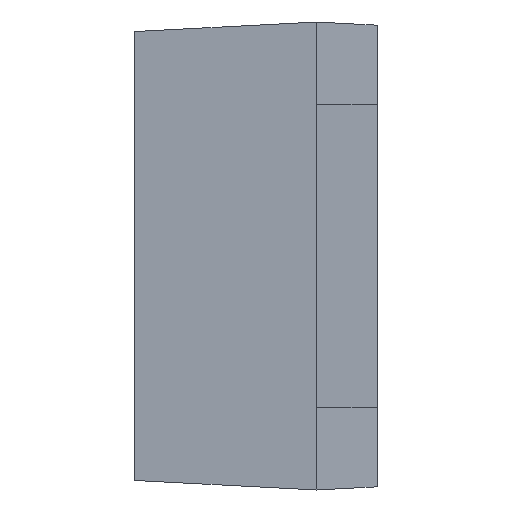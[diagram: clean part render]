
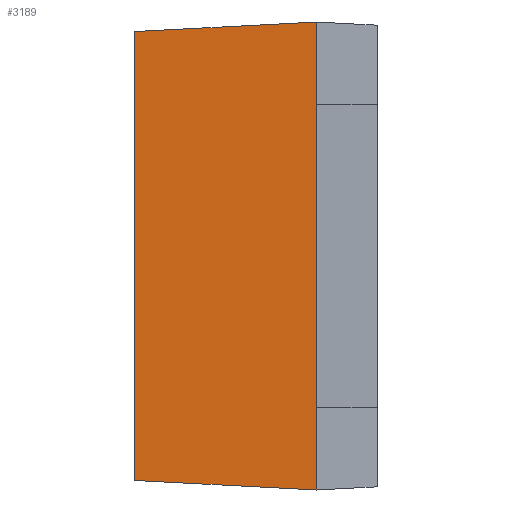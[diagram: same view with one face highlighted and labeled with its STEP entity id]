
A CAD part, left-side view. The second image highlights one B-rep face of the part: STEP entity #3189.
In plain terms, the highlighted planar face has unit normal (-0.999, 0.052, 0).
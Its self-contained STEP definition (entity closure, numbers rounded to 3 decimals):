
#44 = EDGE_CURVE ( 'NONE', #3622, #4253, #6817, .T. ) ;
#125 = CARTESIAN_POINT ( 'NONE',  ( -1.461, 1., -0.926 ) ) ;
#315 = EDGE_LOOP ( 'NONE', ( #6506, #1745, #3652, #8189, #1818, #8305 ) ) ;
#532 = EDGE_CURVE ( 'NONE', #4006, #1826, #6864, .T. ) ;
#631 = FACE_OUTER_BOUND ( 'NONE', #315, .T. ) ;
#668 = CARTESIAN_POINT ( 'NONE',  ( -1.5, 0.25, 0.965 ) ) ;
#1390 = CARTESIAN_POINT ( 'NONE',  ( -1.461, 1., 0.965 ) ) ;
#1441 = EDGE_CURVE ( 'NONE', #4253, #4076, #7483, .T. ) ;
#1745 = ORIENTED_EDGE ( 'NONE', *, *, #4854, .T. ) ;
#1762 = VECTOR ( 'NONE', #6173, 1000. ) ;
#1818 = ORIENTED_EDGE ( 'NONE', *, *, #5185, .F. ) ;
#1826 = VERTEX_POINT ( 'NONE', #7957 ) ;
#1872 = LINE ( 'NONE', #1390, #2167 ) ;
#2115 = VECTOR ( 'NONE', #3981, 1000. ) ;
#2167 = VECTOR ( 'NONE', #6082, 1000. ) ;
#2369 = CARTESIAN_POINT ( 'NONE',  ( -1.461, 1., 0.926 ) ) ;
#2641 = CARTESIAN_POINT ( 'NONE',  ( -1.5, 0.25, -0.965 ) ) ;
#2868 = DIRECTION ( 'NONE',  ( -0.052, -0.999, 0. ) ) ;
#2898 = VERTEX_POINT ( 'NONE', #8531 ) ;
#3189 = ADVANCED_FACE ( 'NONE', ( #631 ), #4214, .T. ) ;
#3608 = DIRECTION ( 'NONE',  ( -0.052, -0.997, 0.052 ) ) ;
#3622 = VERTEX_POINT ( 'NONE', #125 ) ;
#3637 = VECTOR ( 'NONE', #6006, 1000. ) ;
#3652 = ORIENTED_EDGE ( 'NONE', *, *, #7072, .T. ) ;
#3981 = DIRECTION ( 'NONE',  ( 0., 0., 1. ) ) ;
#4006 = VERTEX_POINT ( 'NONE', #2369 ) ;
#4076 = VERTEX_POINT ( 'NONE', #6356 ) ;
#4084 = VECTOR ( 'NONE', #3608, 1000. ) ;
#4189 = CARTESIAN_POINT ( 'NONE',  ( -1.5, 0.25, 0.965 ) ) ;
#4214 = PLANE ( 'NONE',  #7552 ) ;
#4253 = VERTEX_POINT ( 'NONE', #2641 ) ;
#4854 = EDGE_CURVE ( 'NONE', #4076, #2898, #5283, .T. ) ;
#5185 = EDGE_CURVE ( 'NONE', #3622, #4006, #1872, .T. ) ;
#5283 = LINE ( 'NONE', #4189, #1762 ) ;
#5608 = LINE ( 'NONE', #7334, #3637 ) ;
#5757 = DIRECTION ( 'NONE',  ( -0.052, -0.997, -0.052 ) ) ;
#5804 = VECTOR ( 'NONE', #5757, 1000. ) ;
#6006 = DIRECTION ( 'NONE',  ( 0., 0., 1. ) ) ;
#6082 = DIRECTION ( 'NONE',  ( 0., 0., 1. ) ) ;
#6173 = DIRECTION ( 'NONE',  ( 0., 0., 1. ) ) ;
#6356 = CARTESIAN_POINT ( 'NONE',  ( -1.5, 0.25, -0.625 ) ) ;
#6506 = ORIENTED_EDGE ( 'NONE', *, *, #1441, .T. ) ;
#6744 = CARTESIAN_POINT ( 'NONE',  ( -1.5, 0.25, 0.965 ) ) ;
#6817 = LINE ( 'NONE', #7594, #5804 ) ;
#6861 = CARTESIAN_POINT ( 'NONE',  ( -1.5, 0.25, 0.965 ) ) ;
#6864 = LINE ( 'NONE', #6861, #4084 ) ;
#7072 = EDGE_CURVE ( 'NONE', #2898, #1826, #5608, .T. ) ;
#7334 = CARTESIAN_POINT ( 'NONE',  ( -1.5, 0.25, 0.965 ) ) ;
#7460 = DIRECTION ( 'NONE',  ( -0.999, 0.052, 0. ) ) ;
#7483 = LINE ( 'NONE', #668, #2115 ) ;
#7552 = AXIS2_PLACEMENT_3D ( 'NONE', #6744, #7460, #2868 ) ;
#7594 = CARTESIAN_POINT ( 'NONE',  ( -1.495, 0.351, -0.96 ) ) ;
#7957 = CARTESIAN_POINT ( 'NONE',  ( -1.5, 0.25, 0.965 ) ) ;
#8189 = ORIENTED_EDGE ( 'NONE', *, *, #532, .F. ) ;
#8305 = ORIENTED_EDGE ( 'NONE', *, *, #44, .T. ) ;
#8531 = CARTESIAN_POINT ( 'NONE',  ( -1.5, 0.25, 0.625 ) ) ;
